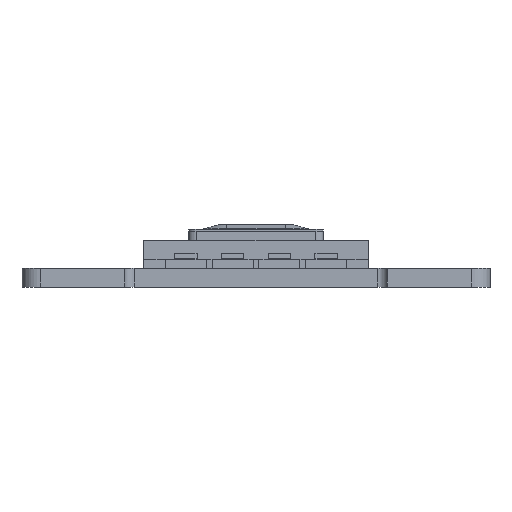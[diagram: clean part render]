
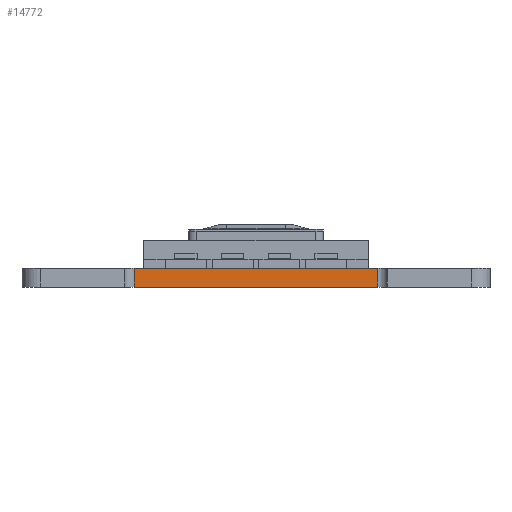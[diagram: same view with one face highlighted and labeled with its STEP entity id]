
A CAD part, top view. The second image highlights one B-rep face of the part: STEP entity #14772.
In plain terms, the highlighted planar face has unit normal (0, 0, 1).
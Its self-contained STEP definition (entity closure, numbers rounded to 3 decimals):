
#180 = LINE ( 'NONE', #445, #12043 ) ;
#188 = FACE_OUTER_BOUND ( 'NONE', #2617, .T. ) ;
#445 = CARTESIAN_POINT ( 'NONE',  ( 5.984, 1., -0.625 ) ) ;
#1032 = AXIS2_PLACEMENT_3D ( 'NONE', #1439, #12119, #5012 ) ;
#1127 = VECTOR ( 'NONE', #3575, 1000. ) ;
#1439 = CARTESIAN_POINT ( 'NONE',  ( 5.984, 1., -0.625 ) ) ;
#1503 = ORIENTED_EDGE ( 'NONE', *, *, #13071, .T. ) ;
#1860 = VERTEX_POINT ( 'NONE', #6568 ) ;
#1868 = EDGE_CURVE ( 'NONE', #12668, #1860, #10196, .T. ) ;
#2057 = DIRECTION ( 'NONE',  ( 1., 0., 0. ) ) ;
#2617 = EDGE_LOOP ( 'NONE', ( #7952, #10265, #3370, #10106, #10482, #1503 ) ) ;
#3370 = ORIENTED_EDGE ( 'NONE', *, *, #7077, .F. ) ;
#3498 = CARTESIAN_POINT ( 'NONE',  ( 5.984, 0., -0.625 ) ) ;
#3575 = DIRECTION ( 'NONE',  ( 1., 0., 0. ) ) ;
#3817 = PLANE ( 'NONE',  #1032 ) ;
#3901 = LINE ( 'NONE', #10671, #1127 ) ;
#3994 = DIRECTION ( 'NONE',  ( 1., 0., 0. ) ) ;
#5012 = DIRECTION ( 'NONE',  ( -1., 0., 0. ) ) ;
#5024 = VECTOR ( 'NONE', #2057, 1000. ) ;
#5140 = CARTESIAN_POINT ( 'NONE',  ( 6.5, 1., -0.625 ) ) ;
#6568 = CARTESIAN_POINT ( 'NONE',  ( 19.016, 0., -0.625 ) ) ;
#6822 = EDGE_CURVE ( 'NONE', #12827, #1860, #3901, .T. ) ;
#7055 = VERTEX_POINT ( 'NONE', #5140 ) ;
#7057 = VECTOR ( 'NONE', #10138, 1000. ) ;
#7077 = EDGE_CURVE ( 'NONE', #7805, #12668, #180, .T. ) ;
#7083 = CARTESIAN_POINT ( 'NONE',  ( 5.984, 1., -0.625 ) ) ;
#7573 = DIRECTION ( 'NONE',  ( 0., -1., 0. ) ) ;
#7754 = EDGE_CURVE ( 'NONE', #7055, #7805, #11333, .T. ) ;
#7805 = VERTEX_POINT ( 'NONE', #8052 ) ;
#7952 = ORIENTED_EDGE ( 'NONE', *, *, #6822, .T. ) ;
#8052 = CARTESIAN_POINT ( 'NONE',  ( 18.5, 1., -0.625 ) ) ;
#8148 = LINE ( 'NONE', #12295, #14091 ) ;
#8464 = VECTOR ( 'NONE', #7573, 1000. ) ;
#8718 = DIRECTION ( 'NONE',  ( 1., 0., 0. ) ) ;
#8949 = CARTESIAN_POINT ( 'NONE',  ( 19.016, 1., -0.625 ) ) ;
#8958 = VERTEX_POINT ( 'NONE', #7083 ) ;
#10106 = ORIENTED_EDGE ( 'NONE', *, *, #7754, .F. ) ;
#10138 = DIRECTION ( 'NONE',  ( 0., -1., 0. ) ) ;
#10196 = LINE ( 'NONE', #8949, #7057 ) ;
#10265 = ORIENTED_EDGE ( 'NONE', *, *, #1868, .F. ) ;
#10482 = ORIENTED_EDGE ( 'NONE', *, *, #10855, .F. ) ;
#10671 = CARTESIAN_POINT ( 'NONE',  ( 5.984, 0., -0.625 ) ) ;
#10855 = EDGE_CURVE ( 'NONE', #8958, #7055, #8148, .T. ) ;
#11333 = LINE ( 'NONE', #11535, #5024 ) ;
#11535 = CARTESIAN_POINT ( 'NONE',  ( 5.984, 1., -0.625 ) ) ;
#11757 = CARTESIAN_POINT ( 'NONE',  ( 19.016, 1., -0.625 ) ) ;
#12043 = VECTOR ( 'NONE', #8718, 1000. ) ;
#12119 = DIRECTION ( 'NONE',  ( 0., 0., -1. ) ) ;
#12295 = CARTESIAN_POINT ( 'NONE',  ( 5.984, 1., -0.625 ) ) ;
#12668 = VERTEX_POINT ( 'NONE', #11757 ) ;
#12827 = VERTEX_POINT ( 'NONE', #3498 ) ;
#13071 = EDGE_CURVE ( 'NONE', #8958, #12827, #15165, .T. ) ;
#13486 = CARTESIAN_POINT ( 'NONE',  ( 5.984, 1., -0.625 ) ) ;
#14091 = VECTOR ( 'NONE', #3994, 1000. ) ;
#14772 = ADVANCED_FACE ( 'NONE', ( #188 ), #3817, .F. ) ;
#15165 = LINE ( 'NONE', #13486, #8464 ) ;
